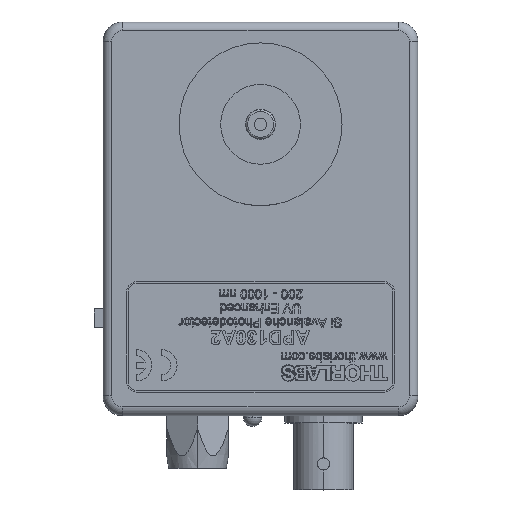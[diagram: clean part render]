
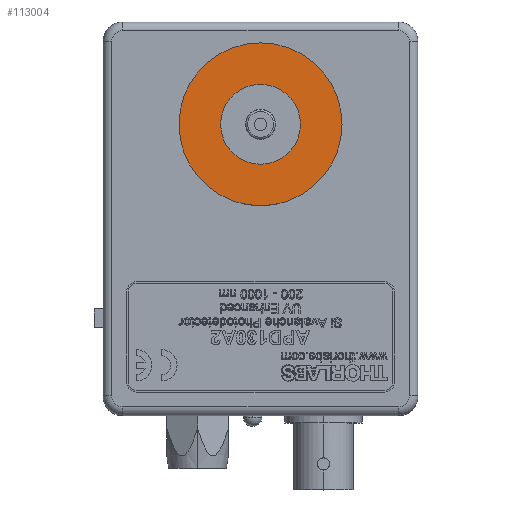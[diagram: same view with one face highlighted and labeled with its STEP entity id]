
A CAD part, top view. The second image highlights one B-rep face of the part: STEP entity #113004.
In plain terms, the highlighted planar face has unit normal (0, 0, 1).
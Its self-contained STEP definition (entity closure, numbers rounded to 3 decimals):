
#983 = DIRECTION ( 'NONE',  ( 1., 0., 0. ) ) ;
#4602 = ORIENTED_EDGE ( 'NONE', *, *, #100158, .T. ) ;
#6504 = CARTESIAN_POINT ( 'NONE',  ( 12.256, 46.99, 27.432 ) ) ;
#7718 = AXIS2_PLACEMENT_3D ( 'NONE', #42227, #112455, #52309 ) ;
#8656 = CARTESIAN_POINT ( 'NONE',  ( 38.544, 46.99, 27.432 ) ) ;
#10416 = CARTESIAN_POINT ( 'NONE',  ( 25.4, 46.99, 27.432 ) ) ;
#10716 = ORIENTED_EDGE ( 'NONE', *, *, #57566, .T. ) ;
#12429 = CIRCLE ( 'NONE', #71059, 13.144 ) ;
#14531 = EDGE_CURVE ( 'NONE', #47898, #45944, #63838, .T. ) ;
#17085 = FACE_BOUND ( 'NONE', #58239, .T. ) ;
#19462 = CIRCLE ( 'NONE', #79343, 13.144 ) ;
#20482 = DIRECTION ( 'NONE',  ( 1., 0., 0. ) ) ;
#29563 = EDGE_CURVE ( 'NONE', #45944, #47898, #74204, .T. ) ;
#38922 = DIRECTION ( 'NONE',  ( 0., 0., 1. ) ) ;
#40558 = FACE_OUTER_BOUND ( 'NONE', #128861, .T. ) ;
#42227 = CARTESIAN_POINT ( 'NONE',  ( 25.4, 46.99, 27.432 ) ) ;
#45944 = VERTEX_POINT ( 'NONE', #62844 ) ;
#46484 = CARTESIAN_POINT ( 'NONE',  ( 31.839, 46.99, 27.432 ) ) ;
#47898 = VERTEX_POINT ( 'NONE', #46484 ) ;
#52309 = DIRECTION ( 'NONE',  ( 1., 0., 0. ) ) ;
#56823 = CARTESIAN_POINT ( 'NONE',  ( 25.4, 46.99, 27.432 ) ) ;
#57566 = EDGE_CURVE ( 'NONE', #81299, #126720, #19462, .T. ) ;
#58239 = EDGE_LOOP ( 'NONE', ( #70555, #125202 ) ) ;
#58596 = PLANE ( 'NONE',  #106388 ) ;
#60977 = DIRECTION ( 'NONE',  ( 0., 0., 1. ) ) ;
#62844 = CARTESIAN_POINT ( 'NONE',  ( 18.961, 46.99, 27.432 ) ) ;
#63838 = CIRCLE ( 'NONE', #91496, 6.439 ) ;
#66987 = DIRECTION ( 'NONE',  ( 1., 0., 0. ) ) ;
#70555 = ORIENTED_EDGE ( 'NONE', *, *, #14531, .F. ) ;
#71059 = AXIS2_PLACEMENT_3D ( 'NONE', #121149, #60977, #983 ) ;
#74204 = CIRCLE ( 'NONE', #7718, 6.439 ) ;
#79343 = AXIS2_PLACEMENT_3D ( 'NONE', #56823, #127147, #66987 ) ;
#80425 = DIRECTION ( 'NONE',  ( 0., 0., 1. ) ) ;
#81299 = VERTEX_POINT ( 'NONE', #6504 ) ;
#91496 = AXIS2_PLACEMENT_3D ( 'NONE', #10416, #80425, #20482 ) ;
#99014 = CARTESIAN_POINT ( 'NONE',  ( 25.4, 46.99, 27.432 ) ) ;
#100158 = EDGE_CURVE ( 'NONE', #126720, #81299, #12429, .T. ) ;
#106388 = AXIS2_PLACEMENT_3D ( 'NONE', #99014, #38922, #109100 ) ;
#109100 = DIRECTION ( 'NONE',  ( 1., 0., 0. ) ) ;
#112455 = DIRECTION ( 'NONE',  ( 0., 0., 1. ) ) ;
#113004 = ADVANCED_FACE ( 'NONE', ( #17085, #40558 ), #58596, .T. ) ;
#121149 = CARTESIAN_POINT ( 'NONE',  ( 25.4, 46.99, 27.432 ) ) ;
#125202 = ORIENTED_EDGE ( 'NONE', *, *, #29563, .F. ) ;
#126720 = VERTEX_POINT ( 'NONE', #8656 ) ;
#127147 = DIRECTION ( 'NONE',  ( 0., 0., 1. ) ) ;
#128861 = EDGE_LOOP ( 'NONE', ( #10716, #4602 ) ) ;
